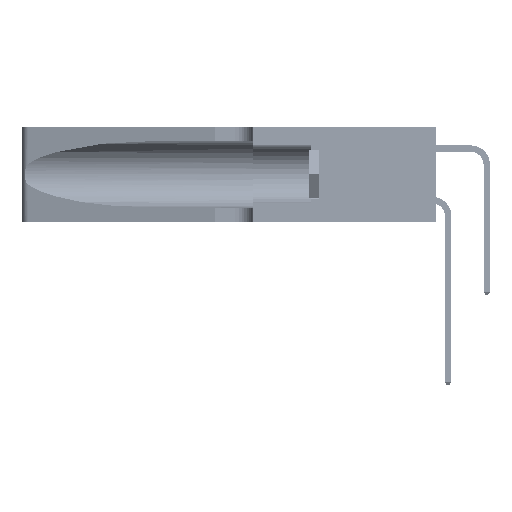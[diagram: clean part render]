
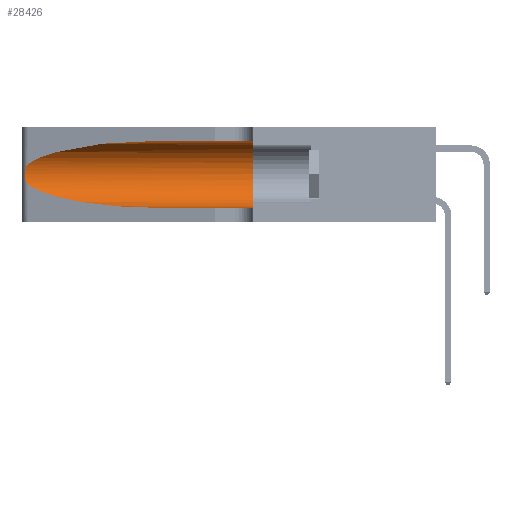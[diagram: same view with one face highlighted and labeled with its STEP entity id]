
A CAD part, left-side view. The second image highlights one B-rep face of the part: STEP entity #28426.
In plain terms, the highlighted cylindrical face has radius 3.308 mm (diameter 6.617 mm), a partial arc.
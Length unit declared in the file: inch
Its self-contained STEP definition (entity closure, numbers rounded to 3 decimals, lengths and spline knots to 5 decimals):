
#593 = CARTESIAN_POINT ( 'NONE',  ( 0.25487, 1.22718, 0.22369 ) ) ;
#2850 = FACE_OUTER_BOUND ( 'NONE', #20643, .T. ) ;
#3205 = EDGE_CURVE ( 'NONE', #17967, #18436, #4763, .T. ) ;
#4763 = LINE ( 'NONE', #6730, #7048 ) ;
#5228 = CARTESIAN_POINT ( 'NONE',  ( 0.25787, 1.23484, 0.2124 ) ) ;
#5387 = CARTESIAN_POINT ( 'NONE',  ( 0.25789, 1.23486, 0.15765 ) ) ;
#5841 = CARTESIAN_POINT ( 'NONE',  ( 0.25854, 1.2359, 0.20912 ) ) ;
#6165 = LINE ( 'NONE', #27522, #42708 ) ;
#6730 = CARTESIAN_POINT ( 'NONE',  ( 0.1305, 1.61858, 0.05475 ) ) ;
#6801 = CIRCLE ( 'NONE', #46563, 0.13025 ) ;
#6816 = CARTESIAN_POINT ( 'NONE',  ( 0.25487, 1.22718, 0.14631 ) ) ;
#7046 = DIRECTION ( 'NONE',  ( 0., -1., 0. ) ) ;
#7048 = VECTOR ( 'NONE', #7046, 39.37008 ) ;
#8902 = CARTESIAN_POINT ( 'NONE',  ( 0.26017, 1.23833, 0.17102 ) ) ;
#9059 = CARTESIAN_POINT ( 'NONE',  ( 0.25487, 1.22718, 0.14631 ) ) ;
#10179 = CARTESIAN_POINT ( 'NONE',  ( 0.1305, 0.72297, 0.31525 ) ) ;
#12074 = CYLINDRICAL_SURFACE ( 'NONE', #34627, 0.13025 ) ;
#12337 = DIRECTION ( 'NONE',  ( 0., 0., -1. ) ) ;
#12380 = VERTEX_POINT ( 'NONE', #6816 ) ;
#12784 =( BOUNDED_CURVE ( )  B_SPLINE_CURVE ( 3, ( #41715, #20024, #24170, #45693 ),
 .UNSPECIFIED., .F., .F. ) 
 B_SPLINE_CURVE_WITH_KNOTS ( ( 4, 4 ),
 ( 3.44316, 4.71239 ),
 .UNSPECIFIED. ) 
 CURVE ( )  GEOMETRIC_REPRESENTATION_ITEM ( )  RATIONAL_B_SPLINE_CURVE ( ( 1., 0.87, 0.87, 1. ) ) 
 REPRESENTATION_ITEM ( '' )  );
#13219 = CARTESIAN_POINT ( 'NONE',  ( 0.26075, 1.23896, 0.178 ) ) ;
#14855 =( BOUNDED_CURVE ( )  B_SPLINE_CURVE ( 3, ( #18867, #44366, #22546, #593 ),
 .UNSPECIFIED., .F., .F. ) 
 B_SPLINE_CURVE_WITH_KNOTS ( ( 4, 4 ),
 ( 1.5708, 2.84003 ),
 .UNSPECIFIED. ) 
 CURVE ( )  GEOMETRIC_REPRESENTATION_ITEM ( )  RATIONAL_B_SPLINE_CURVE ( ( 1., 0.87, 0.87, 1. ) ) 
 REPRESENTATION_ITEM ( '' )  );
#15029 = VERTEX_POINT ( 'NONE', #17961 ) ;
#15496 = DIRECTION ( 'NONE',  ( 0., 1., 0. ) ) ;
#16286 = CARTESIAN_POINT ( 'NONE',  ( 0.25639, 1.23184, 0.21858 ) ) ;
#16569 = CARTESIAN_POINT ( 'NONE',  ( 0.25555, 1.22994, 0.2215 ) ) ;
#17697 = ORIENTED_EDGE ( 'NONE', *, *, #41340, .T. ) ;
#17961 = CARTESIAN_POINT ( 'NONE',  ( 0.1305, 0.35, 0.31525 ) ) ;
#17967 = VERTEX_POINT ( 'NONE', #27392 ) ;
#18436 = VERTEX_POINT ( 'NONE', #28655 ) ;
#18867 = CARTESIAN_POINT ( 'NONE',  ( 0.1305, 0.72297, 0.31525 ) ) ;
#20024 = CARTESIAN_POINT ( 'NONE',  ( 0.2373, 1.15595, 0.08982 ) ) ;
#20643 = EDGE_LOOP ( 'NONE', ( #45321, #17697, #39284, #28580, #45663, #30200 ) ) ;
#21807 = EDGE_CURVE ( 'NONE', #15029, #18436, #6801, .T. ) ;
#22546 = CARTESIAN_POINT ( 'NONE',  ( 0.2373, 1.15595, 0.28018 ) ) ;
#23478 = CARTESIAN_POINT ( 'NONE',  ( 0.25856, 1.23593, 0.16098 ) ) ;
#24170 = CARTESIAN_POINT ( 'NONE',  ( 0.18966, 0.96281, 0.05475 ) ) ;
#26563 = VERTEX_POINT ( 'NONE', #36681 ) ;
#27392 = CARTESIAN_POINT ( 'NONE',  ( 0.1305, 0.72297, 0.05475 ) ) ;
#27522 = CARTESIAN_POINT ( 'NONE',  ( 0.1305, 1.61858, 0.31525 ) ) ;
#28426 = ADVANCED_FACE ( 'NONE', ( #2850 ), #12074, .F. ) ;
#28580 = ORIENTED_EDGE ( 'NONE', *, *, #3205, .T. ) ;
#28655 = CARTESIAN_POINT ( 'NONE',  ( 0.1305, 0.35, 0.05475 ) ) ;
#30200 = ORIENTED_EDGE ( 'NONE', *, *, #42666, .F. ) ;
#30585 = DIRECTION ( 'NONE',  ( 0., -1., 0. ) ) ;
#33144 = CARTESIAN_POINT ( 'NONE',  ( 0.1305, 1.61858, 0.185 ) ) ;
#33468 = EDGE_CURVE ( 'NONE', #12380, #17967, #12784, .T. ) ;
#34017 = DIRECTION ( 'NONE',  ( 0., 0., 1. ) ) ;
#34627 = AXIS2_PLACEMENT_3D ( 'NONE', #33144, #41541, #12337 ) ;
#36681 = CARTESIAN_POINT ( 'NONE',  ( 0.25487, 1.22718, 0.22369 ) ) ;
#36866 = EDGE_CURVE ( 'NONE', #40933, #26563, #14855, .T. ) ;
#38469 = CARTESIAN_POINT ( 'NONE',  ( 0.25487, 1.22718, 0.22369 ) ) ;
#38786 = B_SPLINE_CURVE_WITH_KNOTS ( 'NONE', 3,
 ( #38469, #16569, #16286, #5228, #5841, #41788, #41935, #13219, #8902, #23478, #5387, #42088, #42241, #9059 ),
 .UNSPECIFIED., .F., .F.,
 ( 4, 2, 2, 2, 2, 2, 4 ),
 ( 0., 0.00027, 0.00053, 0.00107, 0.0016, 0.00187, 0.00214 ),
 .UNSPECIFIED. ) ;
#39284 = ORIENTED_EDGE ( 'NONE', *, *, #33468, .T. ) ;
#40933 = VERTEX_POINT ( 'NONE', #10179 ) ;
#40995 = CARTESIAN_POINT ( 'NONE',  ( 0.1305, 0.35, 0.185 ) ) ;
#41340 = EDGE_CURVE ( 'NONE', #26563, #12380, #38786, .T. ) ;
#41541 = DIRECTION ( 'NONE',  ( 0., -1., 0. ) ) ;
#41715 = CARTESIAN_POINT ( 'NONE',  ( 0.25487, 1.22718, 0.14631 ) ) ;
#41788 = CARTESIAN_POINT ( 'NONE',  ( 0.26018, 1.23835, 0.19895 ) ) ;
#41935 = CARTESIAN_POINT ( 'NONE',  ( 0.26075, 1.23896, 0.19203 ) ) ;
#42088 = CARTESIAN_POINT ( 'NONE',  ( 0.25639, 1.23186, 0.15144 ) ) ;
#42241 = CARTESIAN_POINT ( 'NONE',  ( 0.25555, 1.22993, 0.14849 ) ) ;
#42666 = EDGE_CURVE ( 'NONE', #40933, #15029, #6165, .T. ) ;
#42708 = VECTOR ( 'NONE', #30585, 39.37008 ) ;
#44366 = CARTESIAN_POINT ( 'NONE',  ( 0.18966, 0.96281, 0.31525 ) ) ;
#45321 = ORIENTED_EDGE ( 'NONE', *, *, #36866, .T. ) ;
#45663 = ORIENTED_EDGE ( 'NONE', *, *, #21807, .F. ) ;
#45693 = CARTESIAN_POINT ( 'NONE',  ( 0.1305, 0.72297, 0.05475 ) ) ;
#46563 = AXIS2_PLACEMENT_3D ( 'NONE', #40995, #15496, #34017 ) ;
